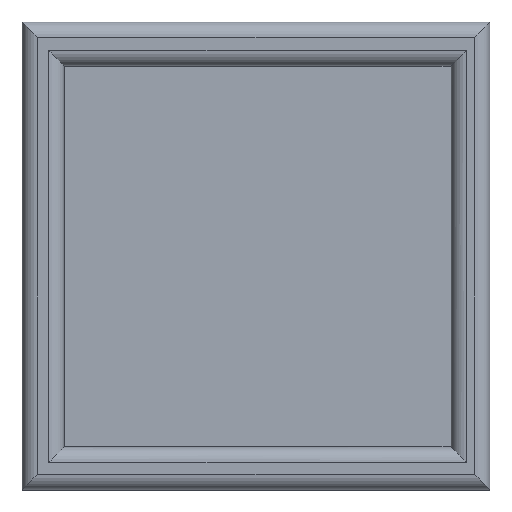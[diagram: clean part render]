
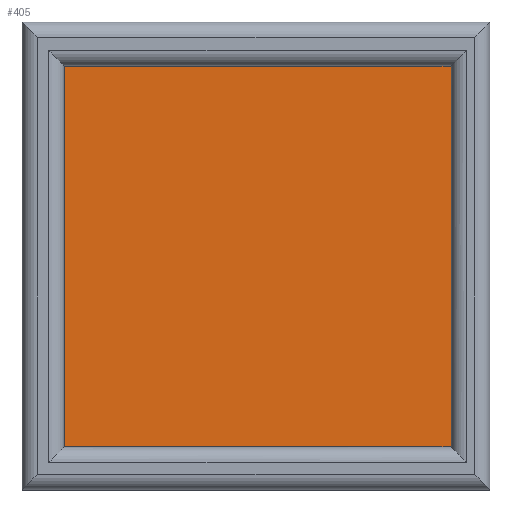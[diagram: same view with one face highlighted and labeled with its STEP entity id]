
A CAD part, top view. The second image highlights one B-rep face of the part: STEP entity #405.
In plain terms, the highlighted planar face has unit normal (0, 0, 1).
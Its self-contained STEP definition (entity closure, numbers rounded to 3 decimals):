
#52=FACE_OUTER_BOUND('',#81,.T.);
#81=EDGE_LOOP('',(#279,#280,#281,#282));
#116=LINE('',#632,#153);
#117=LINE('',#634,#154);
#118=LINE('',#636,#155);
#119=LINE('',#637,#156);
#153=VECTOR('',#499,10.);
#154=VECTOR('',#500,10.);
#155=VECTOR('',#501,10.);
#156=VECTOR('',#502,10.);
#190=VERTEX_POINT('',#630);
#191=VERTEX_POINT('',#631);
#192=VERTEX_POINT('',#633);
#193=VERTEX_POINT('',#635);
#224=EDGE_CURVE('',#190,#191,#116,.T.);
#225=EDGE_CURVE('',#192,#190,#117,.T.);
#226=EDGE_CURVE('',#193,#192,#118,.T.);
#227=EDGE_CURVE('',#191,#193,#119,.T.);
#279=ORIENTED_EDGE('',*,*,#224,.F.);
#280=ORIENTED_EDGE('',*,*,#225,.F.);
#281=ORIENTED_EDGE('',*,*,#226,.F.);
#282=ORIENTED_EDGE('',*,*,#227,.F.);
#389=PLANE('',#448);
#405=ADVANCED_FACE('',(#52),#389,.T.);
#448=AXIS2_PLACEMENT_3D('',#629,#497,#498);
#497=DIRECTION('center_axis',(0.,0.,1.));
#498=DIRECTION('ref_axis',(1.,0.,0.));
#499=DIRECTION('',(0.,1.,0.));
#500=DIRECTION('',(-1.,0.,0.));
#501=DIRECTION('',(0.,-1.,0.));
#502=DIRECTION('',(1.,0.,0.));
#629=CARTESIAN_POINT('Origin',(-74.48,74.808,152.6));
#630=CARTESIAN_POINT('',(-136.477,13.763,152.6));
#631=CARTESIAN_POINT('',(-136.477,135.854,152.6));
#632=CARTESIAN_POINT('',(-136.477,44.285,152.6));
#633=CARTESIAN_POINT('',(-12.483,13.763,152.6));
#634=CARTESIAN_POINT('',(-43.482,13.763,152.6));
#635=CARTESIAN_POINT('',(-12.483,135.854,152.6));
#636=CARTESIAN_POINT('',(-12.483,105.331,152.6));
#637=CARTESIAN_POINT('',(-105.479,135.854,152.6));
